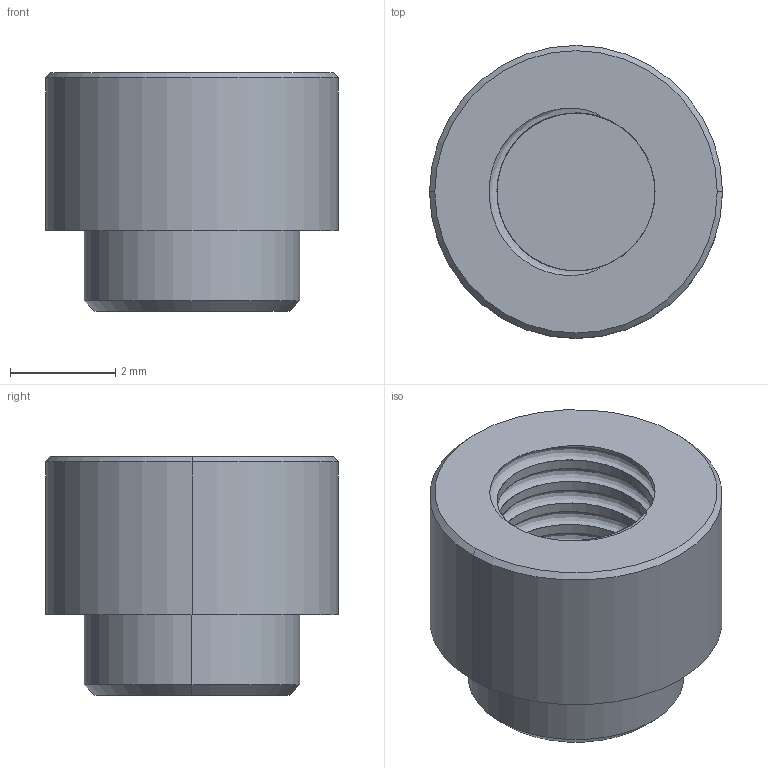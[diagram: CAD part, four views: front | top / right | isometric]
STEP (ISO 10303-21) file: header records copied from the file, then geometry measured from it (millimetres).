
FILE_DESCRIPTION(('FreeCAD Model'),'2;1');
FILE_NAME('Open CASCADE Shape Model','2026-01-12T16:49:45',('Author'),( ''),'Open CASCADE STEP processor 7.7','FreeCAD','Unknown');
FILE_SCHEMA(('AUTOMOTIVE_DESIGN { 1 0 10303 214 1 1 1 1 }'));
Length unit declared in the file: millimetre
Products named in the file (1): Shell
Bounding box: 5.56 x 5.56 x 4.53 mm (x, y, z)
Surface area: 188.7 mm2 (no closed solid volume)
Topology: 0 solids, 1 shells, 35 faces, 87 edges, 56 vertices
Faces by surface type: cylinder 24, cone 4, plane 4, bspline 3
Entity records: 4561 total; most frequent: CARTESIAN_POINT 3831, ORIENTED_EDGE 174, DIRECTION 125, EDGE_CURVE 87, VERTEX_POINT 56, AXIS2_PLACEMENT_3D 49, FACE_BOUND 37, EDGE_LOOP 37
